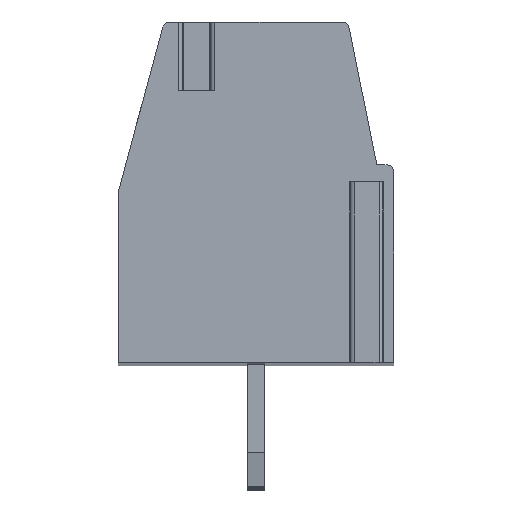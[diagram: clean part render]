
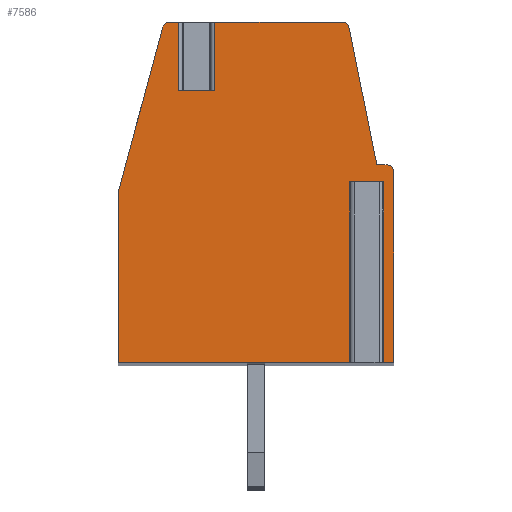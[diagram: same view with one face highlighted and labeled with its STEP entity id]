
A CAD part, top view. The second image highlights one B-rep face of the part: STEP entity #7586.
In plain terms, the highlighted planar face has unit normal (0, 0, 1).
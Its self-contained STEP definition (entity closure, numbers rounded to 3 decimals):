
#304=DIRECTION('',(-1.,0.,0.));
#305=VECTOR('',#304,1.07);
#306=CARTESIAN_POINT('',(-1.21,3.,2.5));
#307=LINE('',#306,#305);
#308=DIRECTION('',(0.,1.,0.));
#309=VECTOR('',#308,2.);
#310=CARTESIAN_POINT('',(-1.21,3.,2.5));
#311=LINE('',#310,#309);
#312=DIRECTION('',(-1.,0.,0.));
#313=VECTOR('',#312,3.746);
#314=CARTESIAN_POINT('',(2.536,5.,2.5));
#315=LINE('',#314,#313);
#316=CARTESIAN_POINT('',(2.536,4.8,2.5));
#317=DIRECTION('',(0.,0.,1.));
#318=DIRECTION('',(0.98,0.198,0.));
#319=AXIS2_PLACEMENT_3D('',#316,#317,#318);
#321=DIRECTION('',(-0.198,0.98,0.));
#322=VECTOR('',#321,4.122);
#323=CARTESIAN_POINT('',(3.55,0.8,2.5));
#324=LINE('',#323,#322);
#325=DIRECTION('',(-1.,0.,0.));
#326=VECTOR('',#325,0.3);
#327=CARTESIAN_POINT('',(3.85,0.8,2.5));
#328=LINE('',#327,#326);
#329=CARTESIAN_POINT('',(3.85,0.6,2.5));
#330=DIRECTION('',(0.,0.,1.));
#331=DIRECTION('',(1.,0.,0.));
#332=AXIS2_PLACEMENT_3D('',#329,#330,#331);
#334=DIRECTION('',(0.,1.,0.));
#335=VECTOR('',#334,5.6);
#336=CARTESIAN_POINT('',(4.05,-5.,2.5));
#337=LINE('',#336,#335);
#338=DIRECTION('',(1.,0.,0.));
#339=VECTOR('',#338,0.495);
#340=CARTESIAN_POINT('',(3.555,-5.,2.5));
#341=LINE('',#340,#339);
#342=DIRECTION('',(0.,1.,0.));
#343=VECTOR('',#342,5.3);
#344=CARTESIAN_POINT('',(3.555,-5.,2.5));
#345=LINE('',#344,#343);
#346=DIRECTION('',(1.,0.,0.));
#347=VECTOR('',#346,0.6);
#348=CARTESIAN_POINT('',(2.955,0.3,2.5));
#349=LINE('',#348,#347);
#350=DIRECTION('',(0.,1.,0.));
#351=VECTOR('',#350,5.3);
#352=CARTESIAN_POINT('',(2.955,-5.,2.5));
#353=LINE('',#352,#351);
#354=DIRECTION('',(1.,0.,0.));
#355=VECTOR('',#354,7.005);
#356=CARTESIAN_POINT('',(-4.05,-5.,2.5));
#357=LINE('',#356,#355);
#358=DIRECTION('',(0.,-1.,0.));
#359=VECTOR('',#358,5.);
#360=CARTESIAN_POINT('',(-4.05,0.,2.5));
#361=LINE('',#360,#359);
#362=DIRECTION('',(-0.261,-0.965,0.));
#363=VECTOR('',#362,5.026);
#364=CARTESIAN_POINT('',(-2.74,4.852,2.5));
#365=LINE('',#364,#363);
#366=CARTESIAN_POINT('',(-2.547,4.8,2.5));
#367=DIRECTION('',(0.,0.,1.));
#368=DIRECTION('',(0.,1.,0.));
#369=AXIS2_PLACEMENT_3D('',#366,#367,#368);
#371=DIRECTION('',(-1.,0.,0.));
#372=VECTOR('',#371,0.267);
#373=CARTESIAN_POINT('',(-2.28,5.,2.5));
#374=LINE('',#373,#372);
#375=DIRECTION('',(0.,1.,0.));
#376=VECTOR('',#375,2.);
#377=CARTESIAN_POINT('',(-2.28,3.,2.5));
#378=LINE('',#377,#376);
#5631=CARTESIAN_POINT('',(4.05,-5.,2.5));
#5632=CARTESIAN_POINT('',(4.05,0.6,2.5));
#5633=VERTEX_POINT('',#5631);
#5634=VERTEX_POINT('',#5632);
#5635=CARTESIAN_POINT('',(3.85,0.8,2.5));
#5636=VERTEX_POINT('',#5635);
#5637=CARTESIAN_POINT('',(3.55,0.8,2.5));
#5638=VERTEX_POINT('',#5637);
#5639=CARTESIAN_POINT('',(2.732,4.84,2.5));
#5640=VERTEX_POINT('',#5639);
#5641=CARTESIAN_POINT('',(2.536,5.,2.5));
#5642=VERTEX_POINT('',#5641);
#5643=CARTESIAN_POINT('',(-2.547,5.,2.5));
#5644=CARTESIAN_POINT('',(-2.74,4.852,2.5));
#5645=VERTEX_POINT('',#5643);
#5646=VERTEX_POINT('',#5644);
#5647=CARTESIAN_POINT('',(-4.05,0.,2.5));
#5648=VERTEX_POINT('',#5647);
#5649=CARTESIAN_POINT('',(-4.05,-5.,2.5));
#5650=VERTEX_POINT('',#5649);
#5667=CARTESIAN_POINT('',(2.955,0.3,2.5));
#5668=CARTESIAN_POINT('',(3.555,0.3,2.5));
#5669=VERTEX_POINT('',#5667);
#5670=VERTEX_POINT('',#5668);
#5671=CARTESIAN_POINT('',(2.955,-5.,2.5));
#5672=VERTEX_POINT('',#5671);
#5673=CARTESIAN_POINT('',(3.555,-5.,2.5));
#5674=VERTEX_POINT('',#5673);
#5743=CARTESIAN_POINT('',(-1.21,3.,2.5));
#5744=CARTESIAN_POINT('',(-2.28,3.,2.5));
#5745=VERTEX_POINT('',#5743);
#5746=VERTEX_POINT('',#5744);
#5747=CARTESIAN_POINT('',(-2.28,5.,2.5));
#5748=VERTEX_POINT('',#5747);
#5749=CARTESIAN_POINT('',(-1.21,5.,2.5));
#5750=VERTEX_POINT('',#5749);
#7546=CARTESIAN_POINT('',(0.,0.,2.5));
#7547=DIRECTION('',(0.,0.,1.));
#7548=DIRECTION('',(1.,0.,0.));
#7549=AXIS2_PLACEMENT_3D('',#7546,#7547,#7548);
#7550=PLANE('',#7549);
#7552=ORIENTED_EDGE('',*,*,#7551,.F.);
#7553=ORIENTED_EDGE('',*,*,#7537,.T.);
#7554=ORIENTED_EDGE('',*,*,#7406,.F.);
#7556=ORIENTED_EDGE('',*,*,#7555,.F.);
#7558=ORIENTED_EDGE('',*,*,#7557,.F.);
#7560=ORIENTED_EDGE('',*,*,#7559,.F.);
#7562=ORIENTED_EDGE('',*,*,#7561,.F.);
#7564=ORIENTED_EDGE('',*,*,#7563,.F.);
#7566=ORIENTED_EDGE('',*,*,#7565,.F.);
#7568=ORIENTED_EDGE('',*,*,#7567,.T.);
#7570=ORIENTED_EDGE('',*,*,#7569,.F.);
#7572=ORIENTED_EDGE('',*,*,#7571,.F.);
#7574=ORIENTED_EDGE('',*,*,#7573,.F.);
#7576=ORIENTED_EDGE('',*,*,#7575,.F.);
#7578=ORIENTED_EDGE('',*,*,#7577,.F.);
#7580=ORIENTED_EDGE('',*,*,#7579,.F.);
#7581=ORIENTED_EDGE('',*,*,#7389,.F.);
#7583=ORIENTED_EDGE('',*,*,#7582,.F.);
#7584=EDGE_LOOP('',(#7552,#7553,#7554,#7556,#7558,#7560,#7562,#7564,#7566,#7568,
#7570,#7572,#7574,#7576,#7578,#7580,#7581,#7583));
#7585=FACE_OUTER_BOUND('',#7584,.F.);
#320=CIRCLE('',#319,0.2);
#333=CIRCLE('',#332,0.2);
#370=CIRCLE('',#369,0.2);
#7389=EDGE_CURVE('',#5748,#5645,#374,.T.);
#7406=EDGE_CURVE('',#5642,#5750,#315,.T.);
#7537=EDGE_CURVE('',#5745,#5750,#311,.T.);
#7551=EDGE_CURVE('',#5745,#5746,#307,.T.);
#7555=EDGE_CURVE('',#5640,#5642,#320,.T.);
#7557=EDGE_CURVE('',#5638,#5640,#324,.T.);
#7559=EDGE_CURVE('',#5636,#5638,#328,.T.);
#7561=EDGE_CURVE('',#5634,#5636,#333,.T.);
#7563=EDGE_CURVE('',#5633,#5634,#337,.T.);
#7565=EDGE_CURVE('',#5674,#5633,#341,.T.);
#7567=EDGE_CURVE('',#5674,#5670,#345,.T.);
#7569=EDGE_CURVE('',#5669,#5670,#349,.T.);
#7571=EDGE_CURVE('',#5672,#5669,#353,.T.);
#7573=EDGE_CURVE('',#5650,#5672,#357,.T.);
#7575=EDGE_CURVE('',#5648,#5650,#361,.T.);
#7577=EDGE_CURVE('',#5646,#5648,#365,.T.);
#7579=EDGE_CURVE('',#5645,#5646,#370,.T.);
#7582=EDGE_CURVE('',#5746,#5748,#378,.T.);
#7586=ADVANCED_FACE('',(#7585),#7550,.T.);
